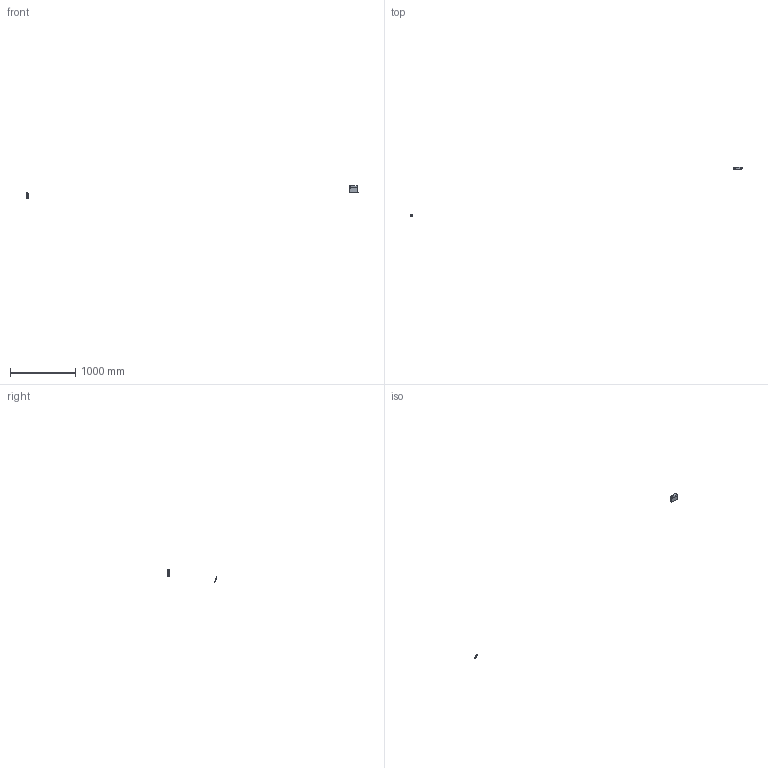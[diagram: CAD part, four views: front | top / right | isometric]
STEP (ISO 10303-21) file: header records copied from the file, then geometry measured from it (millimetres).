
FILE_DESCRIPTION(/* description */ (''),/* implementation_level */ '2;1');
FILE_NAME(/* name */ 'M3DN20.stp',/* time_stamp */ '2023-07-21T14:40:01+08:00',/* author */ (''),/* organization */ (''),/* preprocessor_version */ 'ST-DEVELOPER v19.3',/* originating_system */ 'SIEMENS PLM Software NX2212.3001',/* authorisation */ '');
FILE_SCHEMA (('AP203_CONFIGURATION_CONTROLLED_3D_DESIGN_OF_MECHANICAL_PARTS_AND_ASSEMBLIES_MIM_LF { 1 0 10303 403 2 1 2}'));
Length unit declared in the file: millimetre
Products named in the file (9): A04SJKK00000009; A04WJAZP0000010; NDN02加长端子; N3DN02PCB; DG128-5.0-04P-14-1000A_H__stp; M3DN20上盖; M3DN20下盖; MQR120&150-A01安装片装配; M3DN20
Assembly tree (9 placements, depth 3):
  M3DN20
    M3DN20下盖
    M3DN20上盖
    MQR120&150-A01安装片装配
      A04WJAZP0000010
      A04SJKK00000009
    DG128-5.0-04P-14-1000A_H__stp
    N3DN02PCB
    NDN02加长端子  x2
Bounding box: 5093.22 x 765.59 x 196.87 mm (x, y, z)
Volume: 70358.2 mm3; surface area: 97236.4 mm2
Topology: 8 solids, 11 shells, 1353 faces, 3818 edges, 2543 vertices
Faces by surface type: plane 977, cylinder 276, torus 78, cone 16, bspline 6
Full cylindrical faces by diameter (mm): 2.5 x6, 3.5 x7, 3.7 x1
Entity records: 40273 total; most frequent: CARTESIAN_POINT 8500, ORIENTED_EDGE 6562, DIRECTION 6129, EDGE_CURVE 3281, LINE 2523, VECTOR 2523, VERTEX_POINT 2198, AXIS2_PLACEMENT_3D 1803
